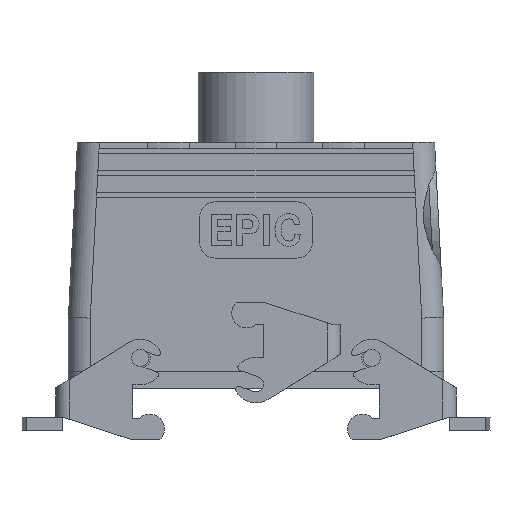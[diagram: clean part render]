
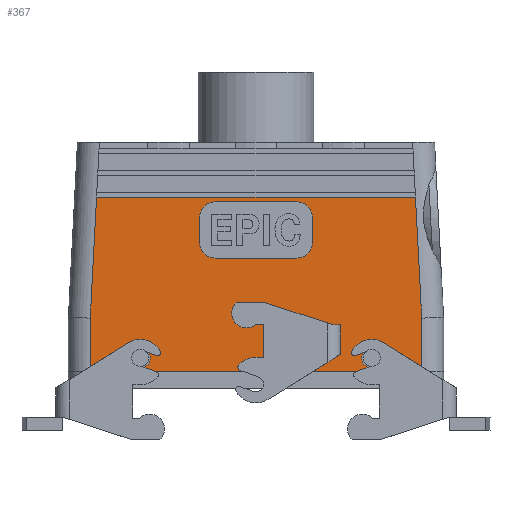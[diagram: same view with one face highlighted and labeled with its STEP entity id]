
A CAD part, front view. The second image highlights one B-rep face of the part: STEP entity #367.
In plain terms, the highlighted planar face has unit normal (0, -1, 0).
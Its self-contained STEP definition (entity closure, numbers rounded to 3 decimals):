
#367 = ADVANCED_FACE( '', ( #925, #926, #927, #928 ), #929, .F. );
#925 = FACE_BOUND( '', #1723, .T. );
#926 = FACE_OUTER_BOUND( '', #1724, .T. );
#927 = FACE_BOUND( '', #1725, .T. );
#928 = FACE_BOUND( '', #1726, .T. );
#929 = PLANE( '', #1727 );
#1723 = EDGE_LOOP( '', ( #2784 ) );
#1724 = EDGE_LOOP( '', ( #2785, #2786, #2787, #2788, #2789, #2790 ) );
#1725 = EDGE_LOOP( '', ( #2791 ) );
#1726 = EDGE_LOOP( '', ( #2792, #2793, #2794, #2795, #2796, #2797, #2798, #2799 ) );
#1727 = AXIS2_PLACEMENT_3D( '', #2800, #2801, #2802 );
#2784 = ORIENTED_EDGE( '', *, *, #4728, .F. );
#2785 = ORIENTED_EDGE( '', *, *, #4825, .T. );
#2786 = ORIENTED_EDGE( '', *, *, #4826, .T. );
#2787 = ORIENTED_EDGE( '', *, *, #4827, .F. );
#2788 = ORIENTED_EDGE( '', *, *, #4828, .F. );
#2789 = ORIENTED_EDGE( '', *, *, #4829, .F. );
#2790 = ORIENTED_EDGE( '', *, *, #4830, .T. );
#2791 = ORIENTED_EDGE( '', *, *, #4831, .T. );
#2792 = ORIENTED_EDGE( '', *, *, #4832, .T. );
#2793 = ORIENTED_EDGE( '', *, *, #4833, .T. );
#2794 = ORIENTED_EDGE( '', *, *, #4676, .T. );
#2795 = ORIENTED_EDGE( '', *, *, #4834, .T. );
#2796 = ORIENTED_EDGE( '', *, *, #4835, .T. );
#2797 = ORIENTED_EDGE( '', *, *, #4836, .T. );
#2798 = ORIENTED_EDGE( '', *, *, #4837, .T. );
#2799 = ORIENTED_EDGE( '', *, *, #4838, .T. );
#2800 = CARTESIAN_POINT( '', ( -60., -21.5, 20. ) );
#2801 = DIRECTION( '', ( 0., 1., 0. ) );
#2802 = DIRECTION( '', ( -1., 0., 0. ) );
#4676 = EDGE_CURVE( '', #5565, #5566, #5567, .T. );
#4728 = EDGE_CURVE( '', #5660, #5660, #5661, .T. );
#4825 = EDGE_CURVE( '', #5826, #5827, #5828, .T. );
#4826 = EDGE_CURVE( '', #5827, #5829, #5830, .T. );
#4827 = EDGE_CURVE( '', #5831, #5829, #5832, .T. );
#4828 = EDGE_CURVE( '', #5765, #5831, #5833, .F. );
#4829 = EDGE_CURVE( '', #5744, #5765, #5834, .T. );
#4830 = EDGE_CURVE( '', #5744, #5826, #5835, .F. );
#4831 = EDGE_CURVE( '', #5836, #5836, #5837, .T. );
#4832 = EDGE_CURVE( '', #5838, #5839, #5840, .T. );
#4833 = EDGE_CURVE( '', #5839, #5565, #5841, .T. );
#4834 = EDGE_CURVE( '', #5566, #5842, #5843, .T. );
#4835 = EDGE_CURVE( '', #5842, #5844, #5845, .T. );
#4836 = EDGE_CURVE( '', #5844, #5846, #5847, .T. );
#4837 = EDGE_CURVE( '', #5846, #5848, #5849, .T. );
#4838 = EDGE_CURVE( '', #5848, #5838, #5850, .T. );
#5565 = VERTEX_POINT( '', #6914 );
#5566 = VERTEX_POINT( '', #6915 );
#5567 = CIRCLE( '', #6916, 5. );
#5660 = VERTEX_POINT( '', #7055 );
#5661 = CIRCLE( '', #7056, 3.25 );
#5744 = VERTEX_POINT( '', #7167 );
#5765 = VERTEX_POINT( '', #7199 );
#5826 = VERTEX_POINT( '', #7297 );
#5827 = VERTEX_POINT( '', #7298 );
#5828 = LINE( '', #7299, #7300 );
#5829 = VERTEX_POINT( '', #7301 );
#5830 = LINE( '', #7302, #7303 );
#5831 = VERTEX_POINT( '', #7304 );
#5832 = LINE( '', #7305, #7306 );
#5833 = LINE( '', #7307, #7308 );
#5834 = LINE( '', #7309, #7310 );
#5835 = LINE( '', #7311, #7312 );
#5836 = VERTEX_POINT( '', #7313 );
#5837 = CIRCLE( '', #7314, 3.25 );
#5838 = VERTEX_POINT( '', #7315 );
#5839 = VERTEX_POINT( '', #7316 );
#5840 = CIRCLE( '', #7317, 5. );
#5841 = LINE( '', #7318, #7319 );
#5842 = VERTEX_POINT( '', #7320 );
#5843 = LINE( '', #7321, #7322 );
#5844 = VERTEX_POINT( '', #7323 );
#5845 = CIRCLE( '', #7324, 5. );
#5846 = VERTEX_POINT( '', #7325 );
#5847 = LINE( '', #7326, #7327 );
#5848 = VERTEX_POINT( '', #7328 );
#5849 = CIRCLE( '', #7329, 5. );
#5850 = LINE( '', #7330, #7331 );
#6914 = CARTESIAN_POINT( '', ( 13., -21.5, 57. ) );
#6915 = CARTESIAN_POINT( '', ( 18., -21.5, 52. ) );
#6916 = AXIS2_PLACEMENT_3D( '', #8626, #8627, #8628 );
#7055 = CARTESIAN_POINT( '', ( 33.75, -21.5, 7.1 ) );
#7056 = AXIS2_PLACEMENT_3D( '', #8701, #8702, #8703 );
#7167 = CARTESIAN_POINT( '', ( -50.997, -21.5, 58.5 ) );
#7199 = CARTESIAN_POINT( '', ( 50.997, -21.5, 58.5 ) );
#7297 = CARTESIAN_POINT( '', ( -53., -21.5, 19.819 ) );
#7298 = CARTESIAN_POINT( '', ( -53., -21.5, 2.8 ) );
#7299 = CARTESIAN_POINT( '', ( -53., -21.5, 20. ) );
#7300 = VECTOR( '', #8819, 1000. );
#7301 = CARTESIAN_POINT( '', ( 53., -21.5, 2.8 ) );
#7302 = CARTESIAN_POINT( '', ( -60., -21.5, 2.8 ) );
#7303 = VECTOR( '', #8820, 1000. );
#7304 = CARTESIAN_POINT( '', ( 53., -21.5, 19.819 ) );
#7305 = CARTESIAN_POINT( '', ( 53., -21.5, 20. ) );
#7306 = VECTOR( '', #8821, 1000. );
#7307 = CARTESIAN_POINT( '', ( 53.009, -21.5, 19.638 ) );
#7308 = VECTOR( '', #8822, 1000. );
#7309 = CARTESIAN_POINT( '', ( -50.997, -21.5, 58.5 ) );
#7310 = VECTOR( '', #8823, 1000. );
#7311 = CARTESIAN_POINT( '', ( -53.009, -21.5, 19.638 ) );
#7312 = VECTOR( '', #8824, 1000. );
#7313 = CARTESIAN_POINT( '', ( -33.75, -21.5, 7.1 ) );
#7314 = AXIS2_PLACEMENT_3D( '', #8825, #8826, #8827 );
#7315 = CARTESIAN_POINT( '', ( -18., -21.5, 52. ) );
#7316 = CARTESIAN_POINT( '', ( -13., -21.5, 57. ) );
#7317 = AXIS2_PLACEMENT_3D( '', #8828, #8829, #8830 );
#7318 = CARTESIAN_POINT( '', ( -13., -21.5, 57. ) );
#7319 = VECTOR( '', #8831, 1000. );
#7320 = CARTESIAN_POINT( '', ( 18., -21.5, 44. ) );
#7321 = CARTESIAN_POINT( '', ( 18., -21.5, 52. ) );
#7322 = VECTOR( '', #8832, 1000. );
#7323 = CARTESIAN_POINT( '', ( 13., -21.5, 39. ) );
#7324 = AXIS2_PLACEMENT_3D( '', #8833, #8834, #8835 );
#7325 = CARTESIAN_POINT( '', ( -13., -21.5, 39. ) );
#7326 = CARTESIAN_POINT( '', ( 13., -21.5, 39. ) );
#7327 = VECTOR( '', #8836, 1000. );
#7328 = CARTESIAN_POINT( '', ( -18., -21.5, 44. ) );
#7329 = AXIS2_PLACEMENT_3D( '', #8837, #8838, #8839 );
#7330 = CARTESIAN_POINT( '', ( -18., -21.5, 44. ) );
#7331 = VECTOR( '', #8840, 1000. );
#8626 = CARTESIAN_POINT( '', ( 13., -21.5, 52. ) );
#8627 = DIRECTION( '', ( 0., 1., 0. ) );
#8628 = DIRECTION( '', ( -1., 0., 0. ) );
#8701 = CARTESIAN_POINT( '', ( 37., -21.5, 7.1 ) );
#8702 = DIRECTION( '', ( 0., -1., 0. ) );
#8703 = DIRECTION( '', ( -1., 0., 0. ) );
#8819 = DIRECTION( '', ( 0., 0., -1. ) );
#8820 = DIRECTION( '', ( 1., 0., 0. ) );
#8821 = DIRECTION( '', ( 0., 0., -1. ) );
#8822 = DIRECTION( '', ( -0.052, 0., 0.999 ) );
#8823 = DIRECTION( '', ( 1., 0., 0. ) );
#8824 = DIRECTION( '', ( 0.052, 0., 0.999 ) );
#8825 = CARTESIAN_POINT( '', ( -37., -21.5, 7.1 ) );
#8826 = DIRECTION( '', ( 0., 1., 0. ) );
#8827 = DIRECTION( '', ( 1., 0., 0. ) );
#8828 = CARTESIAN_POINT( '', ( -13., -21.5, 52. ) );
#8829 = DIRECTION( '', ( 0., 1., 0. ) );
#8830 = DIRECTION( '', ( 1., 0., 0. ) );
#8831 = DIRECTION( '', ( 1., 0., 0. ) );
#8832 = DIRECTION( '', ( 0., 0., -1. ) );
#8833 = CARTESIAN_POINT( '', ( 13., -21.5, 44. ) );
#8834 = DIRECTION( '', ( 0., 1., 0. ) );
#8835 = DIRECTION( '', ( 1., 0., 0. ) );
#8836 = DIRECTION( '', ( -1., 0., 0. ) );
#8837 = CARTESIAN_POINT( '', ( -13., -21.5, 44. ) );
#8838 = DIRECTION( '', ( 0., 1., 0. ) );
#8839 = DIRECTION( '', ( 1., 0., 0. ) );
#8840 = DIRECTION( '', ( 0., 0., 1. ) );
